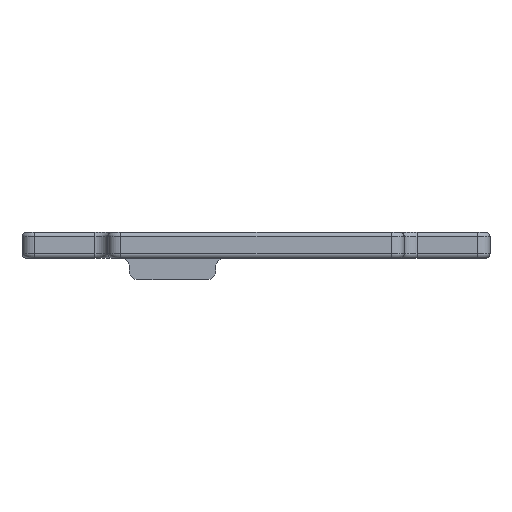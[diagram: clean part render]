
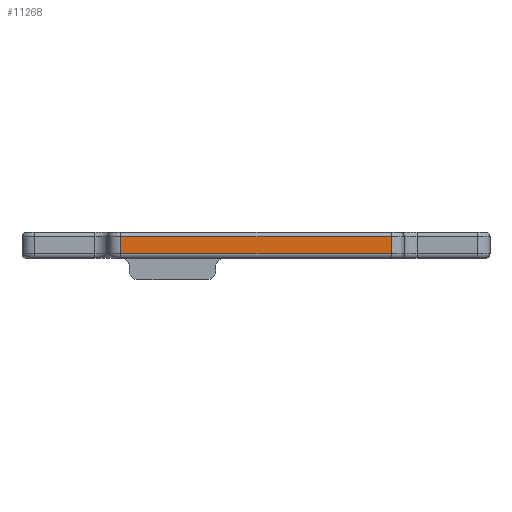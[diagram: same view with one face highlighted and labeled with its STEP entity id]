
A CAD part, left-side view. The second image highlights one B-rep face of the part: STEP entity #11268.
In plain terms, the highlighted planar face has unit normal (-1, 0, 0).
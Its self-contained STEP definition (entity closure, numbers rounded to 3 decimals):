
#181 = DIRECTION ( 'NONE',  ( 1., 0., 0. ) ) ;
#1125 = VERTEX_POINT ( 'NONE', #8830 ) ;
#1879 = CARTESIAN_POINT ( 'NONE',  ( -99.5, 34.5, 6. ) ) ;
#2244 = CARTESIAN_POINT ( 'NONE',  ( -99.5, -31.5, 1. ) ) ;
#2559 = CARTESIAN_POINT ( 'NONE',  ( -99.5, 34.5, 1. ) ) ;
#2864 = CARTESIAN_POINT ( 'NONE',  ( -99.5, -31.5, 6. ) ) ;
#2923 = LINE ( 'NONE', #2864, #10020 ) ;
#3519 = DIRECTION ( 'NONE',  ( 0., 0., -1. ) ) ;
#3642 = LINE ( 'NONE', #10545, #7858 ) ;
#3679 = FACE_OUTER_BOUND ( 'NONE', #8222, .T. ) ;
#3839 = ORIENTED_EDGE ( 'NONE', *, *, #6508, .T. ) ;
#4414 = VECTOR ( 'NONE', #7598, 1000. ) ;
#4578 = ORIENTED_EDGE ( 'NONE', *, *, #8643, .T. ) ;
#4711 = DIRECTION ( 'NONE',  ( 0., 0., 1. ) ) ;
#4729 = PLANE ( 'NONE',  #5280 ) ;
#5280 = AXIS2_PLACEMENT_3D ( 'NONE', #1879, #181, #6268 ) ;
#5856 = VERTEX_POINT ( 'NONE', #9473 ) ;
#6071 = LINE ( 'NONE', #2559, #4414 ) ;
#6268 = DIRECTION ( 'NONE',  ( 0., 1., 0. ) ) ;
#6508 = EDGE_CURVE ( 'NONE', #5856, #1125, #9425, .T. ) ;
#6644 = EDGE_CURVE ( 'NONE', #8300, #8454, #6071, .T. ) ;
#7598 = DIRECTION ( 'NONE',  ( 0., -1., 0. ) ) ;
#7765 = DIRECTION ( 'NONE',  ( 0., 1., 0. ) ) ;
#7858 = VECTOR ( 'NONE', #3519, 1000. ) ;
#8222 = EDGE_LOOP ( 'NONE', ( #4578, #3839, #9761, #10778 ) ) ;
#8300 = VERTEX_POINT ( 'NONE', #10655 ) ;
#8454 = VERTEX_POINT ( 'NONE', #2244 ) ;
#8568 = CARTESIAN_POINT ( 'NONE',  ( -99.5, 31.5, 5. ) ) ;
#8643 = EDGE_CURVE ( 'NONE', #8454, #5856, #2923, .T. ) ;
#8830 = CARTESIAN_POINT ( 'NONE',  ( -99.5, 31.5, 5. ) ) ;
#9025 = VECTOR ( 'NONE', #7765, 1000. ) ;
#9425 = LINE ( 'NONE', #8568, #9025 ) ;
#9473 = CARTESIAN_POINT ( 'NONE',  ( -99.5, -31.5, 5. ) ) ;
#9761 = ORIENTED_EDGE ( 'NONE', *, *, #10786, .T. ) ;
#10020 = VECTOR ( 'NONE', #4711, 1000. ) ;
#10545 = CARTESIAN_POINT ( 'NONE',  ( -99.5, 31.5, 0. ) ) ;
#10655 = CARTESIAN_POINT ( 'NONE',  ( -99.5, 31.5, 1. ) ) ;
#10778 = ORIENTED_EDGE ( 'NONE', *, *, #6644, .T. ) ;
#10786 = EDGE_CURVE ( 'NONE', #1125, #8300, #3642, .T. ) ;
#11268 = ADVANCED_FACE ( 'NONE', ( #3679 ), #4729, .F. ) ;
